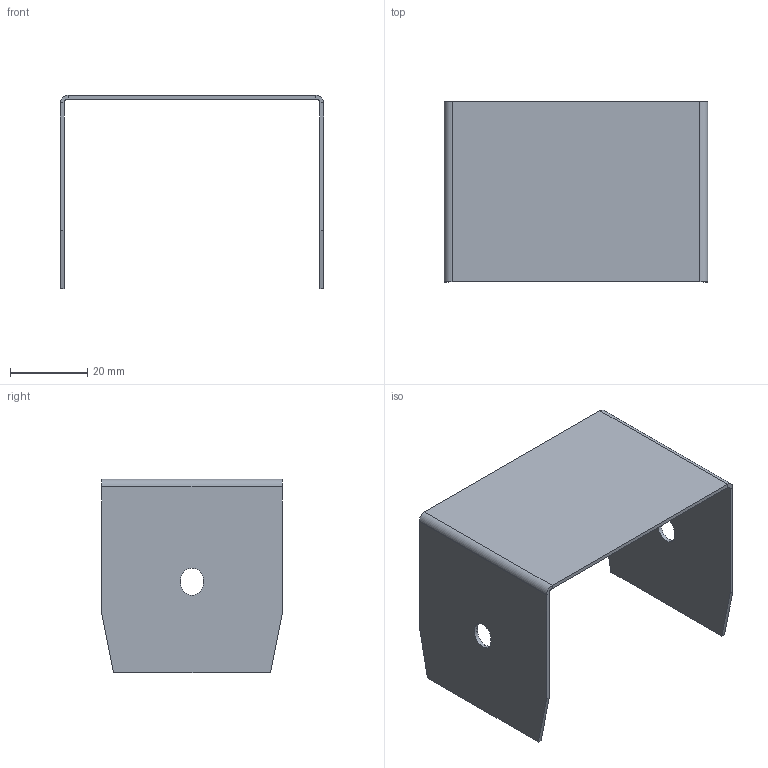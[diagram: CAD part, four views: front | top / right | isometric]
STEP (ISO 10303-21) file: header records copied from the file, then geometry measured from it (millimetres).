
FILE_DESCRIPTION (( 'STEP AP203' ), '1' );
FILE_NAME ('30-02-1656.STEP', '2013-06-05T11:23:38', ( 'asennus' ), ( '' ), 'SwSTEP 2.0', 'SolidWorks 2013', '' );
FILE_SCHEMA (( 'CONFIG_CONTROL_DESIGN' ));
Length unit declared in the file: millimetre
Products named in the file (1): 30-02-1656
Bounding box: 68 x 46.5 x 50 mm (x, y, z)
Volume: 7501.5 mm3; surface area: 15456 mm2
Topology: 1 solids, 1 shells, 36 faces, 86 edges, 52 vertices
Faces by surface type: plane 26, cylinder 10
Entity records: 1107 total; most frequent: DIRECTION 180, CARTESIAN_POINT 175, ORIENTED_EDGE 172, EDGE_CURVE 86, VECTOR 66, LINE 66, AXIS2_PLACEMENT_3D 57, VERTEX_POINT 52
